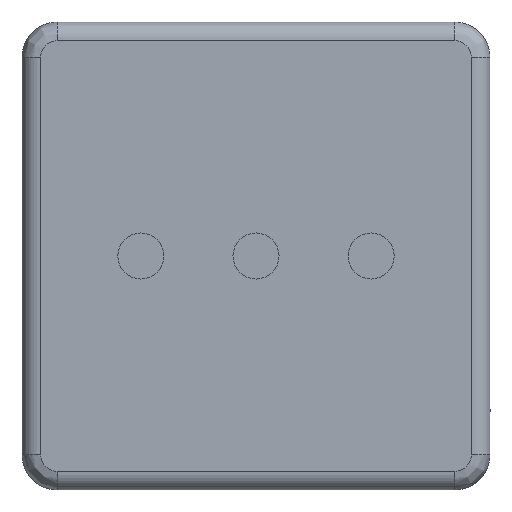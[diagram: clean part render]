
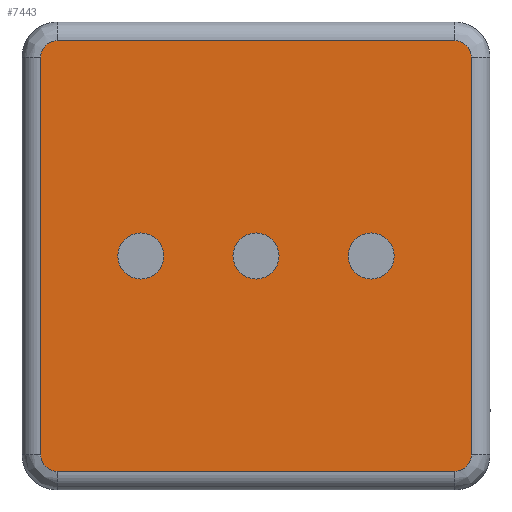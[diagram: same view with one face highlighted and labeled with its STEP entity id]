
A CAD part, front view. The second image highlights one B-rep face of the part: STEP entity #7443.
In plain terms, the highlighted planar face has unit normal (0, -1, 0).
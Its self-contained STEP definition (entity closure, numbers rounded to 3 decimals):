
#65 = EDGE_CURVE ( 'NONE', #1800, #5238, #1303, .T. ) ;
#69 = ORIENTED_EDGE ( 'NONE', *, *, #2525, .F. ) ;
#100 = CARTESIAN_POINT ( 'NONE',  ( -14.399, 219.442, 19.049 ) ) ;
#118 = CARTESIAN_POINT ( 'NONE',  ( 28.781, 219.442, 19.049 ) ) ;
#154 = CARTESIAN_POINT ( 'NONE',  ( 28.781, 219.442, 19.049 ) ) ;
#201 = CARTESIAN_POINT ( 'NONE',  ( 19.691, 219.442, 42.417 ) ) ;
#303 = ORIENTED_EDGE ( 'NONE', *, *, #5372, .F. ) ;
#360 = DIRECTION ( 'NONE',  ( 0., -1., 0. ) ) ;
#580 = CARTESIAN_POINT ( 'NONE',  ( -18.209, 219.442, 67.817 ) ) ;
#604 = CARTESIAN_POINT ( 'NONE',  ( -16.177, 219.442, 20.827 ) ) ;
#657 = CARTESIAN_POINT ( 'NONE',  ( 30.559, 219.442, 19.786 ) ) ;
#667 = CARTESIAN_POINT ( 'NONE',  ( -18.209, 219.442, 65.785 ) ) ;
#709 = DIRECTION ( 'NONE',  ( 0., 0., -1. ) ) ;
#780 = EDGE_CURVE ( 'NONE', #997, #5817, #6376, .T. ) ;
#850 = FACE_OUTER_BOUND ( 'NONE', #6287, .T. ) ;
#873 = CARTESIAN_POINT ( 'NONE',  ( 28.781, 219.442, 65.785 ) ) ;
#885 = CARTESIAN_POINT ( 'NONE',  ( 30.559, 219.442, 64.007 ) ) ;
#938 = CARTESIAN_POINT ( 'NONE',  ( -16.177, 219.442, 20.827 ) ) ;
#942 = ORIENTED_EDGE ( 'NONE', *, *, #1514, .F. ) ;
#952 = CARTESIAN_POINT ( 'NONE',  ( -15.441, 219.442, 65.785 ) ) ;
#965 = EDGE_CURVE ( 'NONE', #1357, #1357, #4869, .T. ) ;
#994 = CARTESIAN_POINT ( 'NONE',  ( 30.559, 219.442, 67.817 ) ) ;
#997 = VERTEX_POINT ( 'NONE', #873 ) ;
#1164 = DIRECTION ( 'NONE',  ( 0., 0., 1. ) ) ;
#1303 =( BOUNDED_CURVE ( )  B_SPLINE_CURVE ( 3, ( #7513, #6297, #952, #2137 ),
 .UNSPECIFIED., .F., .T. ) 
 B_SPLINE_CURVE_WITH_KNOTS ( ( 4, 4 ),
 ( 0., 1. ),
 .UNSPECIFIED. ) 
 CURVE ( )  GEOMETRIC_REPRESENTATION_ITEM ( )  RATIONAL_B_SPLINE_CURVE ( ( 1., 0.805, 0.805, 1. ) ) 
 REPRESENTATION_ITEM ( '' )  );
#1357 = VERTEX_POINT ( 'NONE', #5020 ) ;
#1408 = CARTESIAN_POINT ( 'NONE',  ( 30.559, 219.442, 64.007 ) ) ;
#1509 = EDGE_CURVE ( 'NONE', #6921, #6921, #4380, .T. ) ;
#1514 = EDGE_CURVE ( 'NONE', #4483, #4277, #3167, .T. ) ;
#1586 = LINE ( 'NONE', #994, #4353 ) ;
#1655 = CARTESIAN_POINT ( 'NONE',  ( -14.399, 219.442, 19.049 ) ) ;
#1722 = AXIS2_PLACEMENT_3D ( 'NONE', #201, #4892, #709 ) ;
#1732 = AXIS2_PLACEMENT_3D ( 'NONE', #2302, #4939, #1907 ) ;
#1800 = VERTEX_POINT ( 'NONE', #3552 ) ;
#1859 = DIRECTION ( 'NONE',  ( 1., 0., 0. ) ) ;
#1907 = DIRECTION ( 'NONE',  ( 0., 0., -1. ) ) ;
#2137 = CARTESIAN_POINT ( 'NONE',  ( -14.399, 219.442, 65.785 ) ) ;
#2178 = VECTOR ( 'NONE', #1164, 1000. ) ;
#2302 = CARTESIAN_POINT ( 'NONE',  ( 7.191, 219.442, 42.417 ) ) ;
#2470 = CIRCLE ( 'NONE', #1722, 2.5 ) ;
#2502 = CARTESIAN_POINT ( 'NONE',  ( -15.441, 219.442, 19.049 ) ) ;
#2519 = FACE_BOUND ( 'NONE', #2574, .T. ) ;
#2525 = EDGE_CURVE ( 'NONE', #3397, #1800, #4791, .T. ) ;
#2574 = EDGE_LOOP ( 'NONE', ( #5333 ) ) ;
#3030 = CARTESIAN_POINT ( 'NONE',  ( 29.822, 219.442, 19.049 ) ) ;
#3058 = CARTESIAN_POINT ( 'NONE',  ( -16.177, 219.442, 67.817 ) ) ;
#3167 = LINE ( 'NONE', #7320, #5509 ) ;
#3203 = CARTESIAN_POINT ( 'NONE',  ( -14.399, 219.442, 65.785 ) ) ;
#3397 = VERTEX_POINT ( 'NONE', #938 ) ;
#3432 = ORIENTED_EDGE ( 'NONE', *, *, #780, .F. ) ;
#3505 = ORIENTED_EDGE ( 'NONE', *, *, #5482, .F. ) ;
#3552 = CARTESIAN_POINT ( 'NONE',  ( -16.177, 219.442, 64.007 ) ) ;
#3597 = ORIENTED_EDGE ( 'NONE', *, *, #7192, .F. ) ;
#3748 = AXIS2_PLACEMENT_3D ( 'NONE', #6998, #360, #7582 ) ;
#3761 = EDGE_LOOP ( 'NONE', ( #3597 ) ) ;
#3855 = ORIENTED_EDGE ( 'NONE', *, *, #1509, .F. ) ;
#4025 =( BOUNDED_CURVE ( )  B_SPLINE_CURVE ( 3, ( #6131, #657, #3030, #118 ),
 .UNSPECIFIED., .F., .T. ) 
 B_SPLINE_CURVE_WITH_KNOTS ( ( 4, 4 ),
 ( 0., 1. ),
 .UNSPECIFIED. ) 
 CURVE ( )  GEOMETRIC_REPRESENTATION_ITEM ( )  RATIONAL_B_SPLINE_CURVE ( ( 1., 0.805, 0.805, 1. ) ) 
 REPRESENTATION_ITEM ( '' )  );
#4252 = PLANE ( 'NONE',  #5376 ) ;
#4277 = VERTEX_POINT ( 'NONE', #1655 ) ;
#4353 = VECTOR ( 'NONE', #6417, 1000. ) ;
#4380 = CIRCLE ( 'NONE', #1732, 2.5 ) ;
#4407 = VERTEX_POINT ( 'NONE', #7221 ) ;
#4461 = EDGE_CURVE ( 'NONE', #4407, #4483, #4025, .T. ) ;
#4483 = VERTEX_POINT ( 'NONE', #154 ) ;
#4611 = ORIENTED_EDGE ( 'NONE', *, *, #4461, .F. ) ;
#4791 = LINE ( 'NONE', #3058, #2178 ) ;
#4869 = CIRCLE ( 'NONE', #3748, 2.5 ) ;
#4881 = DIRECTION ( 'NONE',  ( 0., 1., 0. ) ) ;
#4892 = DIRECTION ( 'NONE',  ( 0., -1., 0. ) ) ;
#4939 = DIRECTION ( 'NONE',  ( 0., -1., 0. ) ) ;
#5020 = CARTESIAN_POINT ( 'NONE',  ( -5.309, 219.442, 39.917 ) ) ;
#5238 = VERTEX_POINT ( 'NONE', #3203 ) ;
#5314 = ORIENTED_EDGE ( 'NONE', *, *, #6158, .F. ) ;
#5326 = CARTESIAN_POINT ( 'NONE',  ( 19.691, 219.442, 39.917 ) ) ;
#5330 =( BOUNDED_CURVE ( )  B_SPLINE_CURVE ( 3, ( #100, #2502, #5995, #604 ),
 .UNSPECIFIED., .F., .T. ) 
 B_SPLINE_CURVE_WITH_KNOTS ( ( 4, 4 ),
 ( 0., 1. ),
 .UNSPECIFIED. ) 
 CURVE ( )  GEOMETRIC_REPRESENTATION_ITEM ( )  RATIONAL_B_SPLINE_CURVE ( ( 1., 0.805, 0.805, 1. ) ) 
 REPRESENTATION_ITEM ( '' )  );
#5333 = ORIENTED_EDGE ( 'NONE', *, *, #965, .F. ) ;
#5355 = DIRECTION ( 'NONE',  ( 0., 0., 1. ) ) ;
#5372 = EDGE_CURVE ( 'NONE', #5817, #4407, #1586, .T. ) ;
#5376 = AXIS2_PLACEMENT_3D ( 'NONE', #580, #4881, #5355 ) ;
#5475 = VECTOR ( 'NONE', #1859, 1000. ) ;
#5482 = EDGE_CURVE ( 'NONE', #5238, #997, #6687, .T. ) ;
#5509 = VECTOR ( 'NONE', #6516, 1000. ) ;
#5817 = VERTEX_POINT ( 'NONE', #1408 ) ;
#5844 = ORIENTED_EDGE ( 'NONE', *, *, #65, .F. ) ;
#5995 = CARTESIAN_POINT ( 'NONE',  ( -16.177, 219.442, 19.786 ) ) ;
#6131 = CARTESIAN_POINT ( 'NONE',  ( 30.559, 219.442, 20.827 ) ) ;
#6158 = EDGE_CURVE ( 'NONE', #4277, #3397, #5330, .T. ) ;
#6287 = EDGE_LOOP ( 'NONE', ( #5844, #69, #5314, #942, #4611, #303, #3432, #3505 ) ) ;
#6297 = CARTESIAN_POINT ( 'NONE',  ( -16.177, 219.442, 65.049 ) ) ;
#6307 = CARTESIAN_POINT ( 'NONE',  ( 30.559, 219.442, 65.049 ) ) ;
#6376 =( BOUNDED_CURVE ( )  B_SPLINE_CURVE ( 3, ( #7557, #6894, #6307, #885 ),
 .UNSPECIFIED., .F., .T. ) 
 B_SPLINE_CURVE_WITH_KNOTS ( ( 4, 4 ),
 ( 0., 1. ),
 .UNSPECIFIED. ) 
 CURVE ( )  GEOMETRIC_REPRESENTATION_ITEM ( )  RATIONAL_B_SPLINE_CURVE ( ( 1., 0.805, 0.805, 1. ) ) 
 REPRESENTATION_ITEM ( '' )  );
#6417 = DIRECTION ( 'NONE',  ( 0., 0., -1. ) ) ;
#6516 = DIRECTION ( 'NONE',  ( -1., 0., 0. ) ) ;
#6687 = LINE ( 'NONE', #667, #5475 ) ;
#6894 = CARTESIAN_POINT ( 'NONE',  ( 29.822, 219.442, 65.785 ) ) ;
#6921 = VERTEX_POINT ( 'NONE', #7514 ) ;
#6998 = CARTESIAN_POINT ( 'NONE',  ( -5.309, 219.442, 42.417 ) ) ;
#7040 = VERTEX_POINT ( 'NONE', #5326 ) ;
#7141 = EDGE_LOOP ( 'NONE', ( #3855 ) ) ;
#7192 = EDGE_CURVE ( 'NONE', #7040, #7040, #2470, .T. ) ;
#7220 = FACE_BOUND ( 'NONE', #3761, .T. ) ;
#7221 = CARTESIAN_POINT ( 'NONE',  ( 30.559, 219.442, 20.827 ) ) ;
#7299 = FACE_BOUND ( 'NONE', #7141, .T. ) ;
#7320 = CARTESIAN_POINT ( 'NONE',  ( -18.209, 219.442, 19.049 ) ) ;
#7443 = ADVANCED_FACE ( 'NONE', ( #850, #7220, #2519, #7299 ), #4252, .F. ) ;
#7513 = CARTESIAN_POINT ( 'NONE',  ( -16.177, 219.442, 64.007 ) ) ;
#7514 = CARTESIAN_POINT ( 'NONE',  ( 7.191, 219.442, 39.917 ) ) ;
#7557 = CARTESIAN_POINT ( 'NONE',  ( 28.781, 219.442, 65.785 ) ) ;
#7582 = DIRECTION ( 'NONE',  ( 0., 0., -1. ) ) ;
